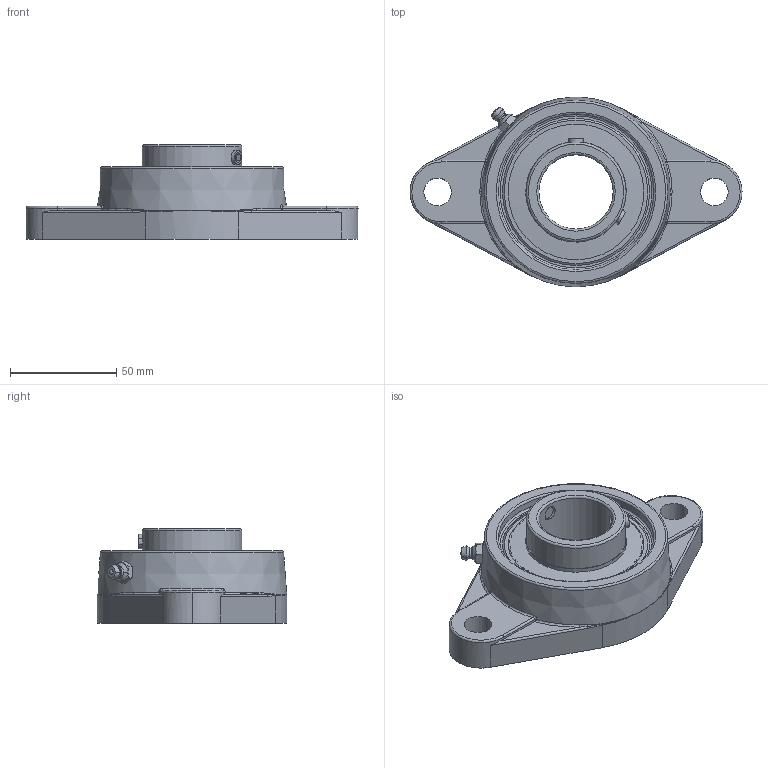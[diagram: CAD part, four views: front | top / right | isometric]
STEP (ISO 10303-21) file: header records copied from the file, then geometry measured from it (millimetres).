
FILE_DESCRIPTION(('HOOPS Exchange Step'),'2;1');
FILE_NAME('export-BFDCCBF5-4CB0-4A1B-B505-AE1B7C782248.stp','2019-12-13T09:29:46-08:00',('ibuslach'),('Alibre'),'HOOPS Exchange 2019.2','Alibre','Unknown authorisation');
FILE_SCHEMA( ('AP242_MANAGED_MODEL_BASED_3D_ENGINEERING_MIM_LF {1 0 10303 442 1 1 4 }') );
Length unit declared in the file: centimetre
Products named in the file (7): MRN SFT 207; UCP ZERK 5mm; SUC 207-22 RACES; SUC 207 SHIELD; SUC 207 SS; MRN SUC 207-22; MRN SUCFT 207-22
Assembly tree (8 placements, depth 3):
  MRN SUCFT 207-22
    MRN SFT 207
    UCP ZERK 5mm
    MRN SUC 207-22
      SUC 207-22 RACES
      SUC 207 SHIELD  x2
      SUC 207 SS  x2
Bounding box: 156 x 89 x 44.4 mm (x, y, z)
Volume: 153790.4 mm3; surface area: 59913.8 mm2
Topology: 8 solids, 8 shells, 199 faces, 516 edges, 326 vertices
Faces by surface type: plane 60, cylinder 50, bspline 34, torus 27, cone 19, sphere 9
Full cylindrical faces by diameter (mm): 1.505 x2, 5 x2, 6.782 x4, 13 x2, 34.925 x1, 46.736 x4, 47.244 x2, 62.23 x2, 63.805 x2, 73.166 x1, 75.166 x1
Entity records: 12200 total; most frequent: CARTESIAN_POINT 7698, ORIENTED_EDGE 922, DIRECTION 903, EDGE_CURVE 461, AXIS2_PLACEMENT_3D 387, VERTEX_POINT 295, CIRCLE 218, EDGE_LOOP 206
